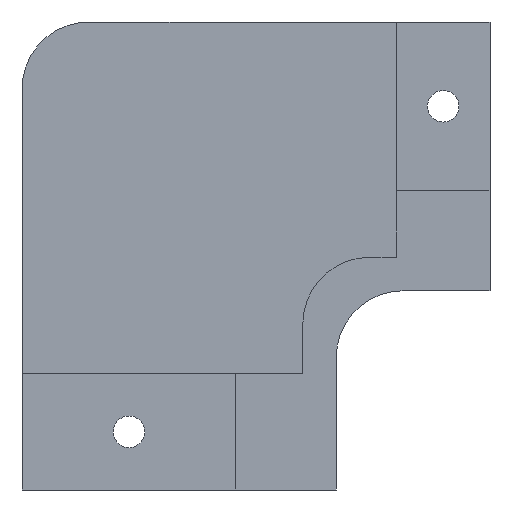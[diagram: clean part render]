
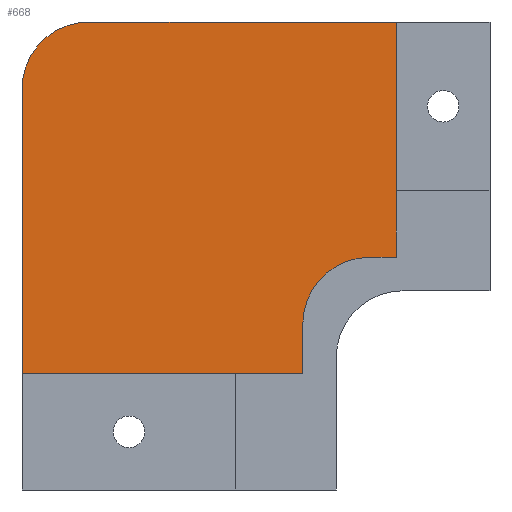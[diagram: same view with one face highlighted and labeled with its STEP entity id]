
A CAD part, front view. The second image highlights one B-rep face of the part: STEP entity #668.
In plain terms, the highlighted planar face has unit normal (0, -1, 0).
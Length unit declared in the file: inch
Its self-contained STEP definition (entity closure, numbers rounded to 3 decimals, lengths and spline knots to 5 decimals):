
#1 = LINE ( 'NONE', #535, #660 ) ;
#15 = LINE ( 'NONE', #727, #155 ) ;
#19 = LINE ( 'NONE', #965, #284 ) ;
#26 = EDGE_LOOP ( 'NONE', ( #271, #151, #234, #822, #566, #398, #225, #478 ) ) ;
#34 = EDGE_CURVE ( 'NONE', #974, #366, #58, .T. ) ;
#58 = LINE ( 'NONE', #680, #394 ) ;
#80 = DIRECTION ( 'NONE',  ( 0., 0., 1. ) ) ;
#109 = CARTESIAN_POINT ( 'NONE',  ( 0.525, 0.25, 0.875 ) ) ;
#143 = CARTESIAN_POINT ( 'NONE',  ( 0.175, 0.25, -0.44 ) ) ;
#149 = CARTESIAN_POINT ( 'NONE',  ( 0.425, 0.25, -0.005 ) ) ;
#151 = ORIENTED_EDGE ( 'NONE', *, *, #687, .T. ) ;
#155 = VECTOR ( 'NONE', #396, 39.37008 ) ;
#161 = DIRECTION ( 'NONE',  ( 0., 0., 1. ) ) ;
#163 = EDGE_CURVE ( 'NONE', #983, #675, #1003, .T. ) ;
#172 = AXIS2_PLACEMENT_3D ( 'NONE', #325, #876, #468 ) ;
#187 = CARTESIAN_POINT ( 'NONE',  ( 0.525, 0.25, -0.005 ) ) ;
#215 = CARTESIAN_POINT ( 'NONE',  ( 0.425, 0.25, -0.255 ) ) ;
#217 = DIRECTION ( 'NONE',  ( 0., 1., 0. ) ) ;
#219 = AXIS2_PLACEMENT_3D ( 'NONE', #224, #217, #613 ) ;
#224 = CARTESIAN_POINT ( 'NONE',  ( -0.625, 0.25, 0.625 ) ) ;
#225 = ORIENTED_EDGE ( 'NONE', *, *, #588, .F. ) ;
#234 = ORIENTED_EDGE ( 'NONE', *, *, #163, .T. ) ;
#254 = PLANE ( 'NONE',  #172 ) ;
#258 = EDGE_CURVE ( 'NONE', #366, #533, #282, .T. ) ;
#271 = ORIENTED_EDGE ( 'NONE', *, *, #34, .F. ) ;
#282 = CIRCLE ( 'NONE', #219, 0.25 ) ;
#284 = VECTOR ( 'NONE', #161, 39.37008 ) ;
#286 = VERTEX_POINT ( 'NONE', #187 ) ;
#325 = CARTESIAN_POINT ( 'NONE',  ( -0.625, 0.25, 0.625 ) ) ;
#366 = VERTEX_POINT ( 'NONE', #722 ) ;
#380 = DIRECTION ( 'NONE',  ( 0., 1., 0. ) ) ;
#394 = VECTOR ( 'NONE', #821, 39.37008 ) ;
#396 = DIRECTION ( 'NONE',  ( 1., 0., 0. ) ) ;
#398 = ORIENTED_EDGE ( 'NONE', *, *, #717, .T. ) ;
#408 = FACE_OUTER_BOUND ( 'NONE', #26, .T. ) ;
#416 = CARTESIAN_POINT ( 'NONE',  ( -0.625, 0.25, 0.875 ) ) ;
#435 = VERTEX_POINT ( 'NONE', #109 ) ;
#448 = DIRECTION ( 'NONE',  ( 0., 0., 1. ) ) ;
#468 = DIRECTION ( 'NONE',  ( 0., 0., 1. ) ) ;
#478 = ORIENTED_EDGE ( 'NONE', *, *, #258, .F. ) ;
#533 = VERTEX_POINT ( 'NONE', #416 ) ;
#535 = CARTESIAN_POINT ( 'NONE',  ( -0.625, 0.25, 0.875 ) ) ;
#543 = DIRECTION ( 'NONE',  ( 1., 0., 0. ) ) ;
#566 = ORIENTED_EDGE ( 'NONE', *, *, #763, .T. ) ;
#588 = EDGE_CURVE ( 'NONE', #533, #435, #1, .T. ) ;
#598 = VERTEX_POINT ( 'NONE', #149 ) ;
#613 = DIRECTION ( 'NONE',  ( 0., 0., 1. ) ) ;
#637 = CARTESIAN_POINT ( 'NONE',  ( 0.425, 0.25, -0.005 ) ) ;
#649 = LINE ( 'NONE', #637, #696 ) ;
#660 = VECTOR ( 'NONE', #841, 39.37008 ) ;
#668 = ADVANCED_FACE ( 'NONE', ( #408 ), #254, .F. ) ;
#675 = VERTEX_POINT ( 'NONE', #801 ) ;
#680 = CARTESIAN_POINT ( 'NONE',  ( -0.875, 0.25, -0.875 ) ) ;
#687 = EDGE_CURVE ( 'NONE', #974, #983, #15, .T. ) ;
#696 = VECTOR ( 'NONE', #543, 39.37008 ) ;
#717 = EDGE_CURVE ( 'NONE', #286, #435, #19, .T. ) ;
#722 = CARTESIAN_POINT ( 'NONE',  ( -0.875, 0.25, 0.625 ) ) ;
#727 = CARTESIAN_POINT ( 'NONE',  ( -0.075, 0.25, -0.44 ) ) ;
#763 = EDGE_CURVE ( 'NONE', #598, #286, #649, .T. ) ;
#801 = CARTESIAN_POINT ( 'NONE',  ( 0.175, 0.25, -0.255 ) ) ;
#821 = DIRECTION ( 'NONE',  ( 0., 0., 1. ) ) ;
#822 = ORIENTED_EDGE ( 'NONE', *, *, #1011, .T. ) ;
#841 = DIRECTION ( 'NONE',  ( 1., 0., 0. ) ) ;
#845 = CARTESIAN_POINT ( 'NONE',  ( -0.875, 0.25, -0.44 ) ) ;
#859 = AXIS2_PLACEMENT_3D ( 'NONE', #215, #380, #448 ) ;
#876 = DIRECTION ( 'NONE',  ( 0., 1., 0. ) ) ;
#889 = VECTOR ( 'NONE', #80, 39.37008 ) ;
#891 = CIRCLE ( 'NONE', #859, 0.25 ) ;
#922 = CARTESIAN_POINT ( 'NONE',  ( 0.175, 0.25, -0.44 ) ) ;
#965 = CARTESIAN_POINT ( 'NONE',  ( 0.525, 0.25, 0.245 ) ) ;
#974 = VERTEX_POINT ( 'NONE', #845 ) ;
#983 = VERTEX_POINT ( 'NONE', #922 ) ;
#1003 = LINE ( 'NONE', #143, #889 ) ;
#1011 = EDGE_CURVE ( 'NONE', #675, #598, #891, .T. ) ;
